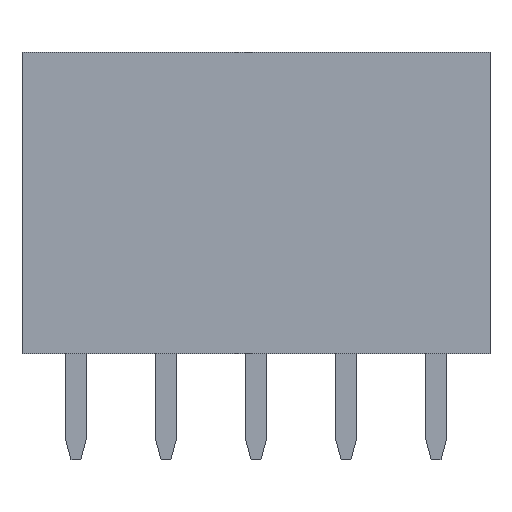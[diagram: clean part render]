
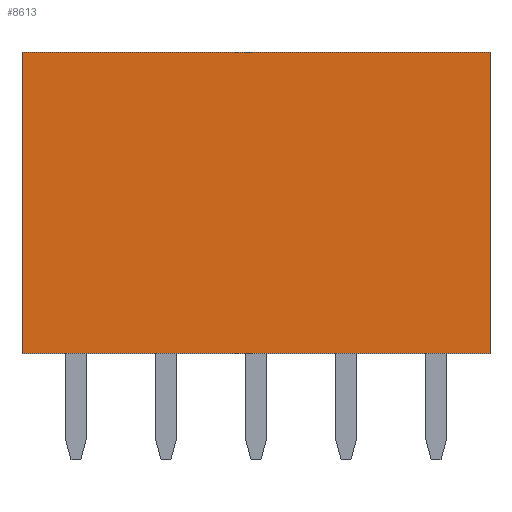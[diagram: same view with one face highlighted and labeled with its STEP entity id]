
A CAD part, top view. The second image highlights one B-rep face of the part: STEP entity #8613.
In plain terms, the highlighted planar face has unit normal (0, 0, 1).
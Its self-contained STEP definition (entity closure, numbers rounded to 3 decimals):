
#278 = ORIENTED_EDGE ( 'NONE', *, *, #14961, .T. ) ;
#307 = LINE ( 'NONE', #3871, #413 ) ;
#413 = VECTOR ( 'NONE', #7593, 1000. ) ;
#600 = EDGE_CURVE ( 'NONE', #11615, #8806, #6266, .T. ) ;
#808 = VECTOR ( 'NONE', #2787, 1000. ) ;
#1247 = VECTOR ( 'NONE', #1977, 1000. ) ;
#1608 = PLANE ( 'NONE',  #8058 ) ;
#1977 = DIRECTION ( 'NONE',  ( -1., 0., 0. ) ) ;
#2287 = DIRECTION ( 'NONE',  ( 0., -1., 0. ) ) ;
#2774 = FACE_OUTER_BOUND ( 'NONE', #3870, .T. ) ;
#2787 = DIRECTION ( 'NONE',  ( -1., 0., 0. ) ) ;
#3870 = EDGE_LOOP ( 'NONE', ( #9698, #4604, #5527, #278 ) ) ;
#3871 = CARTESIAN_POINT ( 'NONE',  ( 11.68, 0., 3.75 ) ) ;
#4604 = ORIENTED_EDGE ( 'NONE', *, *, #600, .F. ) ;
#5527 = ORIENTED_EDGE ( 'NONE', *, *, #12441, .T. ) ;
#6085 = CARTESIAN_POINT ( 'NONE',  ( -1.52, 0., 3.75 ) ) ;
#6266 = LINE ( 'NONE', #8477, #808 ) ;
#6468 = CARTESIAN_POINT ( 'NONE',  ( 11.68, 8.5, 3.75 ) ) ;
#6786 = LINE ( 'NONE', #6085, #7816 ) ;
#7111 = CARTESIAN_POINT ( 'NONE',  ( -1.52, 8.5, 3.75 ) ) ;
#7593 = DIRECTION ( 'NONE',  ( 0., 1., 0. ) ) ;
#7751 = VERTEX_POINT ( 'NONE', #15006 ) ;
#7816 = VECTOR ( 'NONE', #8372, 1000. ) ;
#8058 = AXIS2_PLACEMENT_3D ( 'NONE', #13012, #11746, #2287 ) ;
#8372 = DIRECTION ( 'NONE',  ( 0., 1., 0. ) ) ;
#8477 = CARTESIAN_POINT ( 'NONE',  ( 11.68, 0., 3.75 ) ) ;
#8613 = ADVANCED_FACE ( 'NONE', ( #2774 ), #1608, .F. ) ;
#8806 = VERTEX_POINT ( 'NONE', #10950 ) ;
#9698 = ORIENTED_EDGE ( 'NONE', *, *, #13032, .F. ) ;
#10075 = LINE ( 'NONE', #6468, #1247 ) ;
#10124 = VERTEX_POINT ( 'NONE', #7111 ) ;
#10950 = CARTESIAN_POINT ( 'NONE',  ( -1.52, 0., 3.75 ) ) ;
#11615 = VERTEX_POINT ( 'NONE', #13903 ) ;
#11746 = DIRECTION ( 'NONE',  ( 0., 0., -1. ) ) ;
#12441 = EDGE_CURVE ( 'NONE', #11615, #7751, #307, .T. ) ;
#13012 = CARTESIAN_POINT ( 'NONE',  ( 11.68, 0., 3.75 ) ) ;
#13032 = EDGE_CURVE ( 'NONE', #8806, #10124, #6786, .T. ) ;
#13903 = CARTESIAN_POINT ( 'NONE',  ( 11.68, 0., 3.75 ) ) ;
#14961 = EDGE_CURVE ( 'NONE', #7751, #10124, #10075, .T. ) ;
#15006 = CARTESIAN_POINT ( 'NONE',  ( 11.68, 8.5, 3.75 ) ) ;
